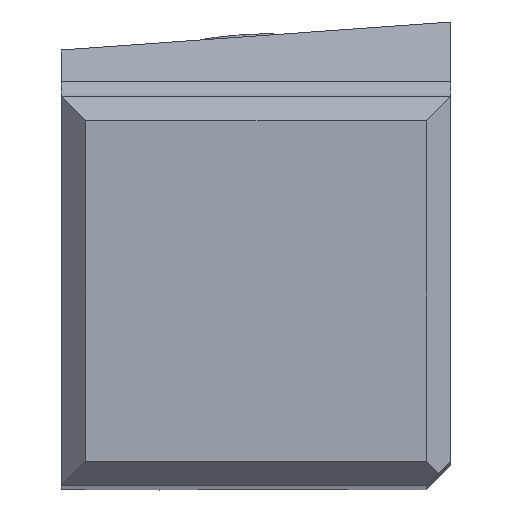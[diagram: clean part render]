
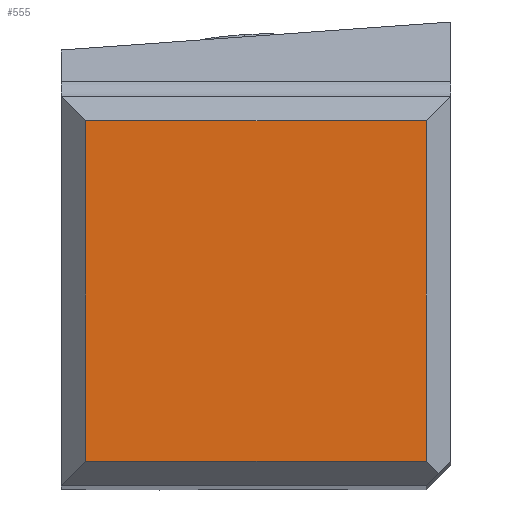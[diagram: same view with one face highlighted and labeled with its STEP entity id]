
A CAD part, top view. The second image highlights one B-rep face of the part: STEP entity #555.
In plain terms, the highlighted planar face has unit normal (0, 0, 1).
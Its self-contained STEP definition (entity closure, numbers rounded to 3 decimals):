
#374=FACE_OUTER_BOUND('',#852,.T.);
#555=ADVANCED_FACE('',(#374),#657,.T.);
#657=PLANE('',#3792);
#852=EDGE_LOOP('',(#1736,#1737,#1738,#1739));
#1736=ORIENTED_EDGE('',*,*,#2626,.T.);
#1737=ORIENTED_EDGE('',*,*,#2634,.T.);
#1738=ORIENTED_EDGE('',*,*,#2236,.T.);
#1739=ORIENTED_EDGE('',*,*,#2234,.T.);
#1908=VERTEX_POINT('',#4948);
#1909=VERTEX_POINT('',#4950);
#1910=VERTEX_POINT('',#4954);
#2159=VERTEX_POINT('',#6666);
#2234=EDGE_CURVE('',#1909,#1908,#2933,.T.);
#2236=EDGE_CURVE('',#1910,#1909,#2935,.T.);
#2626=EDGE_CURVE('',#1908,#2159,#3112,.T.);
#2634=EDGE_CURVE('',#2159,#1910,#3119,.T.);
#2933=LINE('',#4949,#3181);
#2935=LINE('',#4953,#3183);
#3112=LINE('',#6668,#3362);
#3119=LINE('',#6683,#3369);
#3181=VECTOR('',#3968,1.);
#3183=VECTOR('',#3972,1.);
#3362=VECTOR('',#4687,1.);
#3369=VECTOR('',#4706,1.);
#3792=AXIS2_PLACEMENT_3D('',#6685,#4709,#4710);
#3968=DIRECTION('',(1.,0.,0.));
#3972=DIRECTION('',(0.,-1.,0.));
#4687=DIRECTION('',(0.,1.,0.));
#4706=DIRECTION('',(-1.,0.,0.));
#4709=DIRECTION('',(0.,0.,1.));
#4710=DIRECTION('',(-1.,0.,0.));
#4948=CARTESIAN_POINT('',(-1.,1.,0.));
#4949=CARTESIAN_POINT('',(-15.,1.,0.));
#4950=CARTESIAN_POINT('',(-15.,1.,0.));
#4953=CARTESIAN_POINT('',(-15.,15.,0.));
#4954=CARTESIAN_POINT('',(-15.,15.,0.));
#6666=CARTESIAN_POINT('',(-1.,15.,0.));
#6668=CARTESIAN_POINT('',(-1.,1.,0.));
#6683=CARTESIAN_POINT('',(-1.,15.,0.));
#6685=CARTESIAN_POINT('',(-8.,8.,0.));
